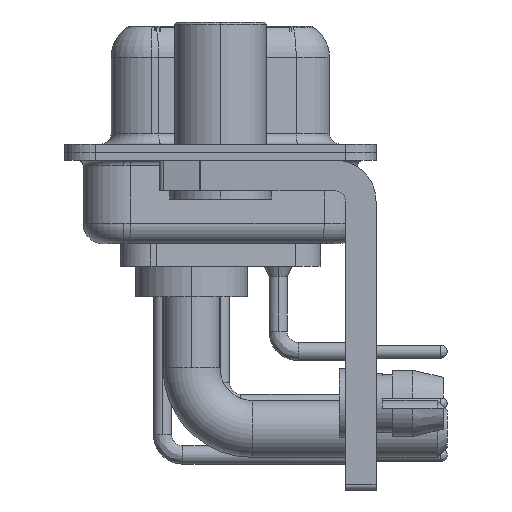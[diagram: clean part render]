
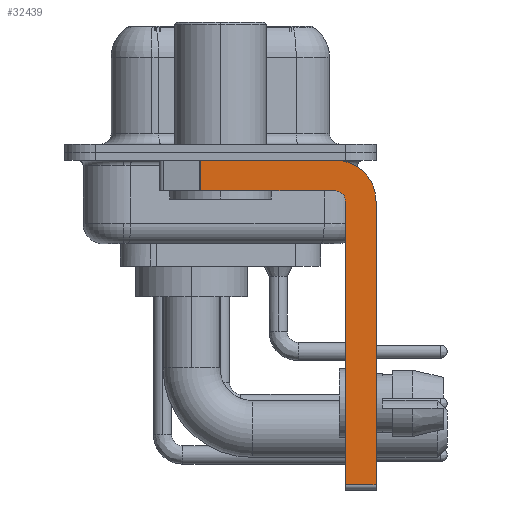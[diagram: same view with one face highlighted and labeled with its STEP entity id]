
A CAD part, left-side view. The second image highlights one B-rep face of the part: STEP entity #32439.
In plain terms, the highlighted planar face has unit normal (-1, 0, 0).
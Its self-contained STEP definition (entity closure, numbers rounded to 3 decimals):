
#9 = CARTESIAN_POINT ( 'NONE',  ( -2.9, -5.65, -1.9 ) ) ;
#200 = PLANE ( 'NONE',  #28825 ) ;
#204 = VERTEX_POINT ( 'NONE', #20126 ) ;
#597 = CARTESIAN_POINT ( 'NONE',  ( -2.9, -7.65, -2.4 ) ) ;
#1067 = DIRECTION ( 'NONE',  ( 0., 0., -1. ) ) ;
#1302 = CARTESIAN_POINT ( 'NONE',  ( -2.9, 0.978, -1.9 ) ) ;
#2072 = CARTESIAN_POINT ( 'NONE',  ( -2.9, 0.978, -1.9 ) ) ;
#2806 = CARTESIAN_POINT ( 'NONE',  ( -2.9, -7.65, -16.35 ) ) ;
#3310 = VERTEX_POINT ( 'NONE', #10661 ) ;
#3317 = EDGE_CURVE ( 'NONE', #30676, #35571, #15856, .T. ) ;
#3349 = FACE_OUTER_BOUND ( 'NONE', #6164, .T. ) ;
#4467 = EDGE_CURVE ( 'NONE', #17507, #11658, #23790, .T. ) ;
#4702 = AXIS2_PLACEMENT_3D ( 'NONE', #24474, #12767, #1067 ) ;
#6164 = EDGE_LOOP ( 'NONE', ( #35193, #30881, #10476, #12902, #6539, #34776, #11642, #23473 ) ) ;
#6539 = ORIENTED_EDGE ( 'NONE', *, *, #25831, .F. ) ;
#7774 = EDGE_CURVE ( 'NONE', #35579, #11658, #16306, .T. ) ;
#10267 = CARTESIAN_POINT ( 'NONE',  ( -2.9, -6.15, -16.35 ) ) ;
#10476 = ORIENTED_EDGE ( 'NONE', *, *, #7774, .F. ) ;
#10647 = LINE ( 'NONE', #22172, #32663 ) ;
#10661 = CARTESIAN_POINT ( 'NONE',  ( -2.9, -6.15, -2.4 ) ) ;
#11373 = DIRECTION ( 'NONE',  ( 0., 0., 1. ) ) ;
#11375 = LINE ( 'NONE', #597, #20540 ) ;
#11642 = ORIENTED_EDGE ( 'NONE', *, *, #19164, .F. ) ;
#11658 = VERTEX_POINT ( 'NONE', #2072 ) ;
#12767 = DIRECTION ( 'NONE',  ( 1., 0., 0. ) ) ;
#12902 = ORIENTED_EDGE ( 'NONE', *, *, #25113, .F. ) ;
#13031 = CIRCLE ( 'NONE', #25507, 0.5 ) ;
#13078 = DIRECTION ( 'NONE',  ( 0., -1., 0. ) ) ;
#13430 = CARTESIAN_POINT ( 'NONE',  ( -2.9, 0.978, -0.4 ) ) ;
#14488 = CARTESIAN_POINT ( 'NONE',  ( -2.9, -5.65, -2.4 ) ) ;
#15856 = LINE ( 'NONE', #24058, #34566 ) ;
#16306 = LINE ( 'NONE', #27633, #28315 ) ;
#17492 = VECTOR ( 'NONE', #23614, 1000. ) ;
#17507 = VERTEX_POINT ( 'NONE', #13430 ) ;
#18268 = LINE ( 'NONE', #35131, #34142 ) ;
#18994 = DIRECTION ( 'NONE',  ( 0., -1., 0. ) ) ;
#19164 = EDGE_CURVE ( 'NONE', #204, #35571, #11375, .T. ) ;
#20126 = CARTESIAN_POINT ( 'NONE',  ( -2.9, -7.65, -2.4 ) ) ;
#20540 = VECTOR ( 'NONE', #22707, 1000. ) ;
#20675 = CARTESIAN_POINT ( 'NONE',  ( -2.9, -5.65, -2.4 ) ) ;
#21987 = DIRECTION ( 'NONE',  ( 0., 0., 1. ) ) ;
#22172 = CARTESIAN_POINT ( 'NONE',  ( -2.9, -6.15, -16.6 ) ) ;
#22707 = DIRECTION ( 'NONE',  ( 0., 0., -1. ) ) ;
#23473 = ORIENTED_EDGE ( 'NONE', *, *, #34232, .F. ) ;
#23614 = DIRECTION ( 'NONE',  ( 0., 0., -1. ) ) ;
#23790 = LINE ( 'NONE', #1302, #17492 ) ;
#24058 = CARTESIAN_POINT ( 'NONE',  ( -2.9, -5.65, -16.35 ) ) ;
#24385 = CARTESIAN_POINT ( 'NONE',  ( -2.9, -5.65, -0.4 ) ) ;
#24474 = CARTESIAN_POINT ( 'NONE',  ( -2.9, -5.65, -2.4 ) ) ;
#25113 = EDGE_CURVE ( 'NONE', #3310, #35579, #13031, .T. ) ;
#25507 = AXIS2_PLACEMENT_3D ( 'NONE', #20675, #34560, #11373 ) ;
#25831 = EDGE_CURVE ( 'NONE', #30676, #3310, #10647, .T. ) ;
#27633 = CARTESIAN_POINT ( 'NONE',  ( -2.9, -5.65, -1.9 ) ) ;
#28315 = VECTOR ( 'NONE', #33365, 1000. ) ;
#28421 = DIRECTION ( 'NONE',  ( 1., 0., 0. ) ) ;
#28825 = AXIS2_PLACEMENT_3D ( 'NONE', #14488, #28421, #29150 ) ;
#29150 = DIRECTION ( 'NONE',  ( 0., 0., -1. ) ) ;
#30676 = VERTEX_POINT ( 'NONE', #10267 ) ;
#30881 = ORIENTED_EDGE ( 'NONE', *, *, #4467, .T. ) ;
#32219 = EDGE_CURVE ( 'NONE', #17507, #36619, #18268, .T. ) ;
#32439 = ADVANCED_FACE ( 'NONE', ( #3349 ), #200, .F. ) ;
#32663 = VECTOR ( 'NONE', #21987, 1000. ) ;
#33365 = DIRECTION ( 'NONE',  ( 0., 1., 0. ) ) ;
#34142 = VECTOR ( 'NONE', #18994, 1000. ) ;
#34232 = EDGE_CURVE ( 'NONE', #36619, #204, #36129, .T. ) ;
#34560 = DIRECTION ( 'NONE',  ( -1., 0., 0. ) ) ;
#34566 = VECTOR ( 'NONE', #13078, 1000. ) ;
#34776 = ORIENTED_EDGE ( 'NONE', *, *, #3317, .T. ) ;
#35131 = CARTESIAN_POINT ( 'NONE',  ( -2.9, 3., -0.4 ) ) ;
#35193 = ORIENTED_EDGE ( 'NONE', *, *, #32219, .F. ) ;
#35571 = VERTEX_POINT ( 'NONE', #2806 ) ;
#35579 = VERTEX_POINT ( 'NONE', #9 ) ;
#36129 = CIRCLE ( 'NONE', #4702, 2. ) ;
#36619 = VERTEX_POINT ( 'NONE', #24385 ) ;
